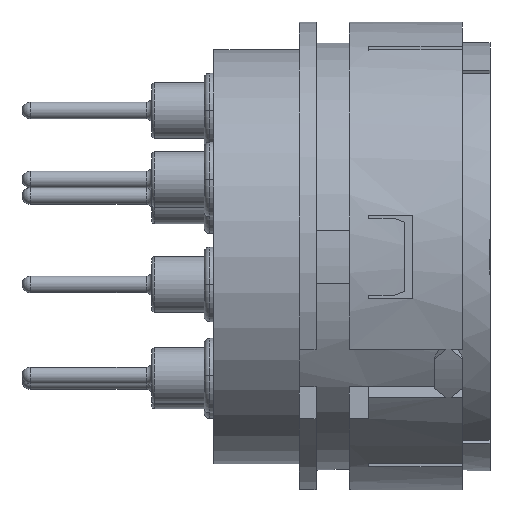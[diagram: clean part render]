
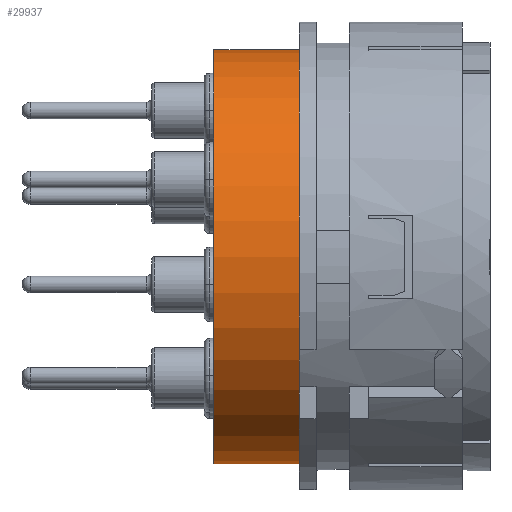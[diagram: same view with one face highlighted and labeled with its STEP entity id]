
A CAD part, left-side view. The second image highlights one B-rep face of the part: STEP entity #29937.
In plain terms, the highlighted cylindrical face has radius 7.5 mm (diameter 15 mm), a partial arc.
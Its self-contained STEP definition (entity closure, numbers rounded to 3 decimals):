
#2697=CARTESIAN_POINT('',(0.,0.,0.));
#2698=DIRECTION('',(0.,1.,0.));
#2699=DIRECTION('',(0.,0.,-1.));
#2700=AXIS2_PLACEMENT_3D('',#2697,#2698,#2699);
#4211=DIRECTION('',(0.,-1.,0.));
#4212=VECTOR('',#4211,3.1);
#4213=CARTESIAN_POINT('',(0.,0.,7.5));
#4214=LINE('',#4213,#4212);
#4215=DIRECTION('',(0.,-1.,0.));
#4216=VECTOR('',#4215,3.1);
#4217=CARTESIAN_POINT('',(0.,0.,-7.5));
#4218=LINE('',#4217,#4216);
#4258=CARTESIAN_POINT('',(0.,-3.1,0.));
#4259=DIRECTION('',(0.,-1.,0.));
#4260=DIRECTION('',(0.,0.,1.));
#4261=AXIS2_PLACEMENT_3D('',#4258,#4259,#4260);
#20718=CARTESIAN_POINT('',(0.,-3.1,7.5));
#20719=CARTESIAN_POINT('',(0.,-3.1,-7.5));
#20720=VERTEX_POINT('',#20718);
#20721=VERTEX_POINT('',#20719);
#20722=CARTESIAN_POINT('',(0.,0.,-7.5));
#20723=CARTESIAN_POINT('',(0.,0.,7.5));
#20724=VERTEX_POINT('',#20722);
#20725=VERTEX_POINT('',#20723);
#29923=CARTESIAN_POINT('',(0.,0.,0.));
#29924=DIRECTION('',(0.,1.,0.));
#29925=DIRECTION('',(0.,0.,1.));
#29926=AXIS2_PLACEMENT_3D('',#29923,#29924,#29925);
#29927=CYLINDRICAL_SURFACE('',#29926,7.5);
#29928=ORIENTED_EDGE('',*,*,#29124,.T.);
#29930=ORIENTED_EDGE('',*,*,#29929,.T.);
#29932=ORIENTED_EDGE('',*,*,#29931,.T.);
#29934=ORIENTED_EDGE('',*,*,#29933,.F.);
#29935=EDGE_LOOP('',(#29928,#29930,#29932,#29934));
#29936=FACE_OUTER_BOUND('',#29935,.F.);
#2701=CIRCLE('',#2700,7.5);
#4262=CIRCLE('',#4261,7.5);
#29124=EDGE_CURVE('',#20724,#20725,#2701,.T.);
#29929=EDGE_CURVE('',#20725,#20720,#4214,.T.);
#29931=EDGE_CURVE('',#20720,#20721,#4262,.T.);
#29933=EDGE_CURVE('',#20724,#20721,#4218,.T.);
#29937=ADVANCED_FACE('',(#29936),#29927,.T.);
